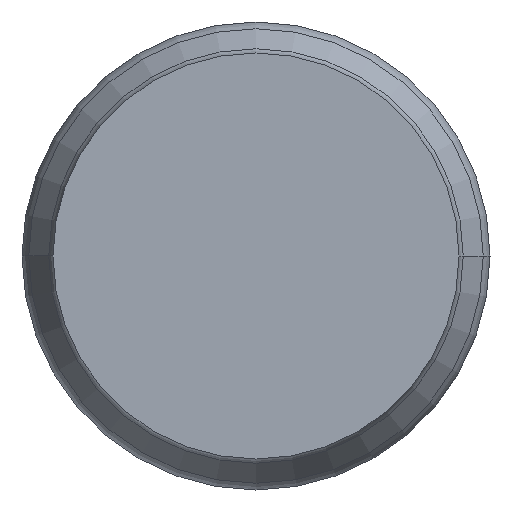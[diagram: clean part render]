
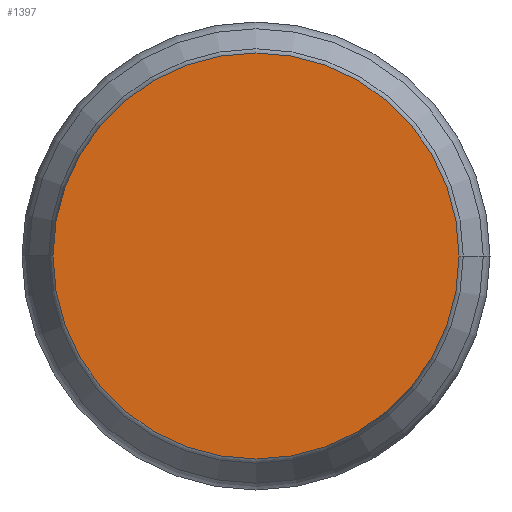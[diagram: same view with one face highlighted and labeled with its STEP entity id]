
A CAD part, left-side view. The second image highlights one B-rep face of the part: STEP entity #1397.
In plain terms, the highlighted planar face has unit normal (-1, 0, 0).
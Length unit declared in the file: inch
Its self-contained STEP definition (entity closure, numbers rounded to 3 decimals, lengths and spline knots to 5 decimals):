
#148 = EDGE_CURVE ( 'NONE', #520, #531, #1150, .T. ) ;
#165 = EDGE_CURVE ( 'NONE', #531, #520, #1177, .T. ) ;
#180 = ORIENTED_EDGE ( 'NONE', *, *, #165, .T. ) ;
#195 = ORIENTED_EDGE ( 'NONE', *, *, #148, .T. ) ;
#278 = DIRECTION ( 'NONE',  ( 0., -1., 0. ) ) ;
#279 = DIRECTION ( 'NONE',  ( -1., 0., 0. ) ) ;
#285 = CARTESIAN_POINT ( 'NONE',  ( 0., 0., 0. ) ) ;
#292 = DIRECTION ( 'NONE',  ( 0., -1., 0. ) ) ;
#294 = DIRECTION ( 'NONE',  ( -1., 0., 0. ) ) ;
#303 = CARTESIAN_POINT ( 'NONE',  ( 0., 0., 0. ) ) ;
#499 = EDGE_LOOP ( 'NONE', ( #180, #195 ) ) ;
#520 = VERTEX_POINT ( 'NONE', #873 ) ;
#531 = VERTEX_POINT ( 'NONE', #882 ) ;
#695 = AXIS2_PLACEMENT_3D ( 'NONE', #303, #294, #292 ) ;
#703 = AXIS2_PLACEMENT_3D ( 'NONE', #285, #279, #278 ) ;
#770 = AXIS2_PLACEMENT_3D ( 'NONE', #1046, #1047, #1048 ) ;
#873 = CARTESIAN_POINT ( 'NONE',  ( 0., 0.0321, 0. ) ) ;
#882 = CARTESIAN_POINT ( 'NONE',  ( 0., -0.0321, 0. ) ) ;
#1044 = PLANE ( 'NONE',  #770 ) ;
#1046 = CARTESIAN_POINT ( 'NONE',  ( 0., 0.0321, 0. ) ) ;
#1047 = DIRECTION ( 'NONE',  ( 1., 0., 0. ) ) ;
#1048 = DIRECTION ( 'NONE',  ( 0., 1., 0. ) ) ;
#1150 = CIRCLE ( 'NONE', #695, 0.0321 ) ;
#1177 = CIRCLE ( 'NONE', #703, 0.0321 ) ;
#1296 = FACE_OUTER_BOUND ( 'NONE', #499, .T. ) ;
#1397 = ADVANCED_FACE ( 'NONE', ( #1296 ), #1044, .F. ) ;
